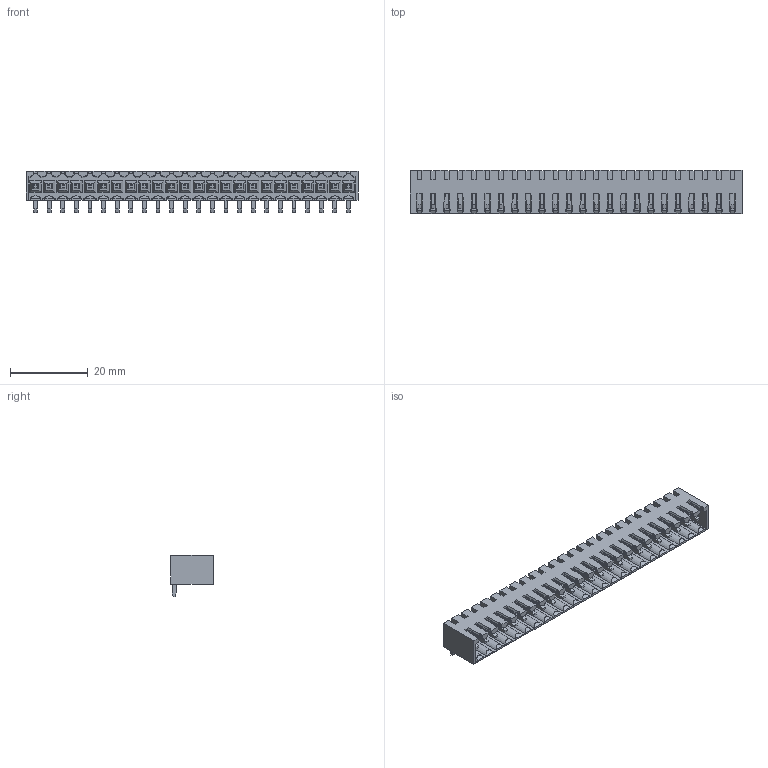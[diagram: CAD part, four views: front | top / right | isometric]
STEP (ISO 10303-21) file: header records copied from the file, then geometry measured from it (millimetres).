
FILE_DESCRIPTION(('CATIA V5 STEP Exchange','CAx-IF Rec.Pracs.--- Model Styling and Organization---1.2---2011-12-15'),'2;1');
FILE_NAME ('D1457201_0_1841850000_1841850000.stp','2018-11-30T09:39:04+00:00',('none'),('Weidmueller'),'CATIA Version 5-6 Release 2014','CATIA V5 STEP AP214','none');
FILE_SCHEMA(('AUTOMOTIVE_DESIGN { 1 0 10303 214 1 1 1 1 }'));
Length unit declared in the file: millimetre
Products named in the file (1): 1841850000
Bounding box: 85.4 x 11.05 x 10.65 mm (x, y, z)
Volume: 3149.9 mm3; surface area: 7423.1 mm2
Topology: 25 solids, 25 shells, 1570 faces, 4676 edges, 3156 vertices
Faces by surface type: plane 1258, cylinder 240, cone 72
Entity records: 48047 total; most frequent: CARTESIAN_POINT 10967, ORIENTED_EDGE 9352, DIRECTION 5153, EDGE_CURVE 4676, VECTOR 3308, LINE 3308, VERTEX_POINT 3156, EDGE_LOOP 1618
